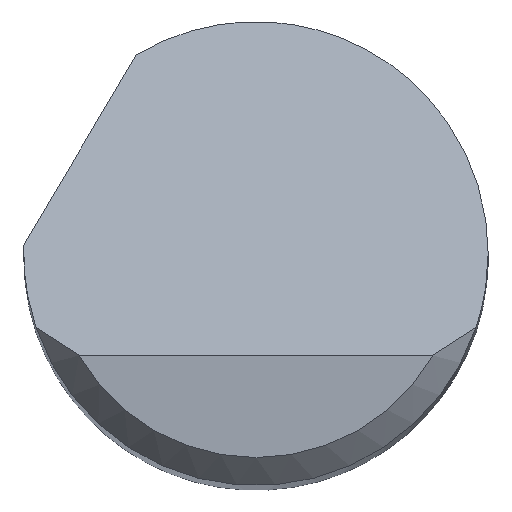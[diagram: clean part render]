
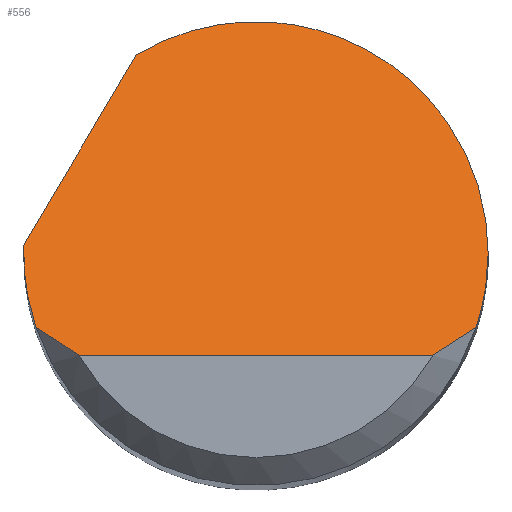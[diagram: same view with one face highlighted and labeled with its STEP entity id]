
A CAD part, top view. The second image highlights one B-rep face of the part: STEP entity #556.
In plain terms, the highlighted planar face has unit normal (0, 0.707, 0.707).
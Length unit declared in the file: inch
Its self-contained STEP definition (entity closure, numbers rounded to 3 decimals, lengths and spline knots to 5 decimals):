
#13 =( BOUNDED_CURVE ( )  B_SPLINE_CURVE ( 3, ( #391, #800, #303, #383 ),
 .UNSPECIFIED., .F., .T. ) 
 B_SPLINE_CURVE_WITH_KNOTS ( ( 4, 4 ),
 ( 5.74227, 7.85398 ),
 .UNSPECIFIED. ) 
 CURVE ( )  GEOMETRIC_REPRESENTATION_ITEM ( )  RATIONAL_B_SPLINE_CURVE ( ( 1., 0.662, 0.662, 1. ) ) 
 REPRESENTATION_ITEM ( '' )  );
#19 = VECTOR ( 'NONE', #731, 39.37008 ) ;
#111 = VERTEX_POINT ( 'NONE', #298 ) ;
#118 = CARTESIAN_POINT ( 'NONE',  ( -0.12279, -0.02708, 2.47208 ) ) ;
#119 = CARTESIAN_POINT ( 'NONE',  ( -0.10339, -0.05031, 2.49531 ) ) ;
#125 = EDGE_CURVE ( 'NONE', #530, #650, #13, .T. ) ;
#127 = CARTESIAN_POINT ( 'NONE',  ( -0.125, 0., 2.445 ) ) ;
#148 = VECTOR ( 'NONE', #653, 39.37008 ) ;
#155 = CARTESIAN_POINT ( 'NONE',  ( -0.125, 0., 2.445 ) ) ;
#157 = EDGE_CURVE ( 'NONE', #624, #111, #946, .T. ) ;
#158 = VERTEX_POINT ( 'NONE', #310 ) ;
#181 = VERTEX_POINT ( 'NONE', #224 ) ;
#191 = AXIS2_PLACEMENT_3D ( 'NONE', #284, #868, #369 ) ;
#206 = CARTESIAN_POINT ( 'NONE',  ( -0.15516, -0.04606, 2.49106 ) ) ;
#224 = CARTESIAN_POINT ( 'NONE',  ( -0.11843, -0.04, 2.485 ) ) ;
#231 = CARTESIAN_POINT ( 'NONE',  ( -0.12497, 0.00333, 2.44167 ) ) ;
#233 =( BOUNDED_CURVE ( )  B_SPLINE_CURVE ( 3, ( #155, #677, #231, #385 ),
 .UNSPECIFIED., .F., .T. ) 
 B_SPLINE_CURVE_WITH_KNOTS ( ( 4, 4 ),
 ( 4.71239, 4.7524 ),
 .UNSPECIFIED. ) 
 CURVE ( )  GEOMETRIC_REPRESENTATION_ITEM ( )  RATIONAL_B_SPLINE_CURVE ( ( 1., 1., 1., 1. ) ) 
 REPRESENTATION_ITEM ( '' )  );
#250 = CARTESIAN_POINT ( 'NONE',  ( 0.11843, -0.04, 2.485 ) ) ;
#260 = ORIENTED_EDGE ( 'NONE', *, *, #157, .T. ) ;
#262 = CARTESIAN_POINT ( 'NONE',  ( -0.11107, -0.04528, 2.49028 ) ) ;
#284 = CARTESIAN_POINT ( 'NONE',  ( -0.125, -0.055, 2.5 ) ) ;
#295 = ORIENTED_EDGE ( 'NONE', *, *, #883, .F. ) ;
#298 = CARTESIAN_POINT ( 'NONE',  ( 0.09526, -0.055, 2.5 ) ) ;
#303 = CARTESIAN_POINT ( 'NONE',  ( 0.125, 0.10961, 2.33539 ) ) ;
#310 = CARTESIAN_POINT ( 'NONE',  ( -0.1249, 0.005, 2.44 ) ) ;
#316 = ORIENTED_EDGE ( 'NONE', *, *, #622, .F. ) ;
#321 = CARTESIAN_POINT ( 'NONE',  ( 0.125, -0.01363, 2.45863 ) ) ;
#330 = ORIENTED_EDGE ( 'NONE', *, *, #610, .T. ) ;
#359 = EDGE_CURVE ( 'NONE', #181, #624, #832, .T. ) ;
#369 = DIRECTION ( 'NONE',  ( 0., 0.707, -0.707 ) ) ;
#373 =( BOUNDED_CURVE ( )  B_SPLINE_CURVE ( 3, ( #499, #118, #780, #127 ),
 .UNSPECIFIED., .F., .T. ) 
 B_SPLINE_CURVE_WITH_KNOTS ( ( 4, 4 ),
 ( 4.38666, 4.71239 ),
 .UNSPECIFIED. ) 
 CURVE ( )  GEOMETRIC_REPRESENTATION_ITEM ( )  RATIONAL_B_SPLINE_CURVE ( ( 1., 0.991, 0.991, 1. ) ) 
 REPRESENTATION_ITEM ( '' )  );
#383 = CARTESIAN_POINT ( 'NONE',  ( 0.125, 0., 2.445 ) ) ;
#385 = CARTESIAN_POINT ( 'NONE',  ( -0.1249, 0.005, 2.44 ) ) ;
#391 = CARTESIAN_POINT ( 'NONE',  ( -0.06437, 0.10715, 2.33785 ) ) ;
#400 = CARTESIAN_POINT ( 'NONE',  ( -0.11843, -0.04, 2.485 ) ) ;
#403 = EDGE_CURVE ( 'NONE', #650, #676, #893, .T. ) ;
#405 = CARTESIAN_POINT ( 'NONE',  ( 0.125, 0., 2.445 ) ) ;
#486 = EDGE_CURVE ( 'NONE', #158, #530, #850, .T. ) ;
#499 = CARTESIAN_POINT ( 'NONE',  ( -0.11843, -0.04, 2.485 ) ) ;
#518 = FACE_OUTER_BOUND ( 'NONE', #916, .T. ) ;
#530 = VERTEX_POINT ( 'NONE', #799 ) ;
#556 = ADVANCED_FACE ( 'NONE', ( #518 ), #932, .F. ) ;
#590 = CARTESIAN_POINT ( 'NONE',  ( 0.11843, -0.04, 2.485 ) ) ;
#610 = EDGE_CURVE ( 'NONE', #111, #676, #822, .T. ) ;
#616 = CARTESIAN_POINT ( 'NONE',  ( 0.12279, -0.02708, 2.47208 ) ) ;
#622 = EDGE_CURVE ( 'NONE', #820, #158, #233, .T. ) ;
#624 = VERTEX_POINT ( 'NONE', #737 ) ;
#650 = VERTEX_POINT ( 'NONE', #945 ) ;
#653 = DIRECTION ( 'NONE',  ( 0.386, 0.652, -0.652 ) ) ;
#676 = VERTEX_POINT ( 'NONE', #734 ) ;
#677 = CARTESIAN_POINT ( 'NONE',  ( -0.125, 0.00167, 2.44333 ) ) ;
#688 = CARTESIAN_POINT ( 'NONE',  ( -0.09526, -0.055, 2.5 ) ) ;
#705 = ORIENTED_EDGE ( 'NONE', *, *, #403, .F. ) ;
#731 = DIRECTION ( 'NONE',  ( 1., 0., 0. ) ) ;
#734 = CARTESIAN_POINT ( 'NONE',  ( 0.11843, -0.04, 2.485 ) ) ;
#737 = CARTESIAN_POINT ( 'NONE',  ( -0.09526, -0.055, 2.5 ) ) ;
#742 = CARTESIAN_POINT ( 'NONE',  ( 0.11107, -0.04528, 2.49028 ) ) ;
#780 = CARTESIAN_POINT ( 'NONE',  ( -0.125, -0.01363, 2.45863 ) ) ;
#794 = CARTESIAN_POINT ( 'NONE',  ( -0.125, 0., 2.445 ) ) ;
#799 = CARTESIAN_POINT ( 'NONE',  ( -0.06437, 0.10715, 2.33785 ) ) ;
#800 = CARTESIAN_POINT ( 'NONE',  ( 0.0296, 0.1636, 2.2814 ) ) ;
#812 = ORIENTED_EDGE ( 'NONE', *, *, #486, .F. ) ;
#820 = VERTEX_POINT ( 'NONE', #794 ) ;
#821 = CARTESIAN_POINT ( 'NONE',  ( 0.09526, -0.055, 2.5 ) ) ;
#822 = B_SPLINE_CURVE_WITH_KNOTS ( 'NONE', 3,
 ( #821, #886, #742, #590 ),
 .UNSPECIFIED., .F., .F.,
 ( 4, 4 ),
 ( 0., 0.0008 ),
 .UNSPECIFIED. ) ;
#823 = ORIENTED_EDGE ( 'NONE', *, *, #359, .T. ) ;
#832 = B_SPLINE_CURVE_WITH_KNOTS ( 'NONE', 3,
 ( #400, #262, #119, #688 ),
 .UNSPECIFIED., .F., .F.,
 ( 4, 4 ),
 ( 0., 0.0008 ),
 .UNSPECIFIED. ) ;
#850 = LINE ( 'NONE', #206, #148 ) ;
#868 = DIRECTION ( 'NONE',  ( 0., -0.707, -0.707 ) ) ;
#880 = CARTESIAN_POINT ( 'NONE',  ( 0., -0.055, 2.5 ) ) ;
#883 = EDGE_CURVE ( 'NONE', #181, #820, #373, .T. ) ;
#885 = ORIENTED_EDGE ( 'NONE', *, *, #125, .F. ) ;
#886 = CARTESIAN_POINT ( 'NONE',  ( 0.10339, -0.05031, 2.49531 ) ) ;
#893 =( BOUNDED_CURVE ( )  B_SPLINE_CURVE ( 3, ( #405, #321, #616, #250 ),
 .UNSPECIFIED., .F., .T. ) 
 B_SPLINE_CURVE_WITH_KNOTS ( ( 4, 4 ),
 ( 1.5708, 1.89653 ),
 .UNSPECIFIED. ) 
 CURVE ( )  GEOMETRIC_REPRESENTATION_ITEM ( )  RATIONAL_B_SPLINE_CURVE ( ( 1., 0.991, 0.991, 1. ) ) 
 REPRESENTATION_ITEM ( '' )  );
#916 = EDGE_LOOP ( 'NONE', ( #260, #330, #705, #885, #812, #316, #295, #823 ) ) ;
#932 = PLANE ( 'NONE',  #191 ) ;
#945 = CARTESIAN_POINT ( 'NONE',  ( 0.125, 0., 2.445 ) ) ;
#946 = LINE ( 'NONE', #880, #19 ) ;
